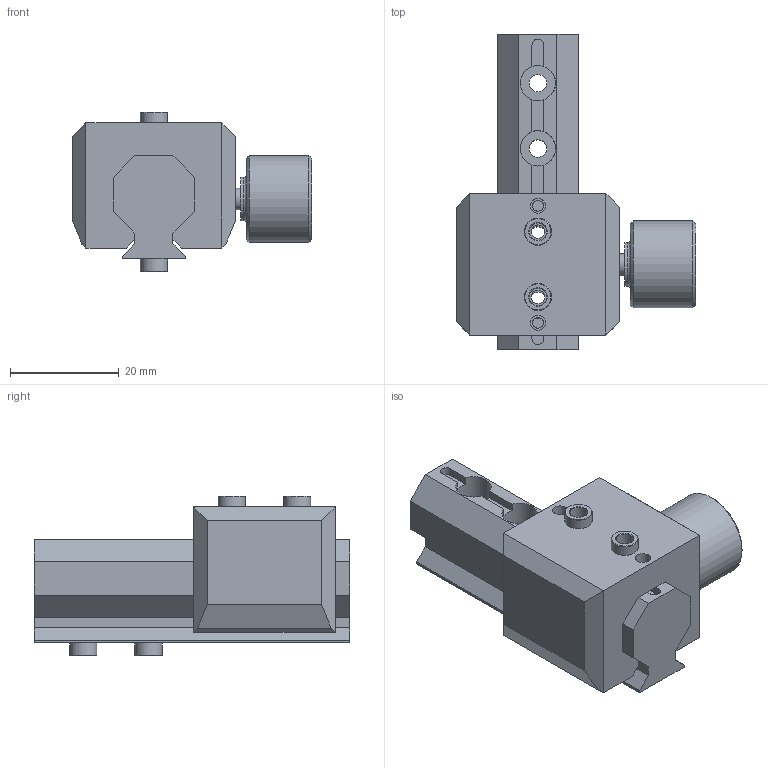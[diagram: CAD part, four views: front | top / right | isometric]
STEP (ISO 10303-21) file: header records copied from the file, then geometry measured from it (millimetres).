
FILE_DESCRIPTION(/* description */ (''),/* implementation_level */ '2;1');
FILE_NAME(/* name */ 'JUS-50.stp',/* time_stamp */ '2019-11-20T10:11:48+01:00',/* author */ ('Emilio'),/* organization */ (''),/* preprocessor_version */ 'ST-DEVELOPER v17',/* originating_system */ 'Autodesk Inventor 2019',/* authorisation */ '');
FILE_SCHEMA (('AUTOMOTIVE_DESIGN { 1 0 10303 214 3 1 1 }'));
Length unit declared in the file: millimetre
Products named in the file (5): JUS-50; JUS-50-SUPPORTO; JUS-50-REGOLAZIONE; BOCCOLA 5H7L4.4; BOCCOLA 5H7L4.4_1
Assembly tree (6 placements, depth 2):
  JUS-50
    JUS-50-SUPPORTO
    JUS-50-REGOLAZIONE
    BOCCOLA 5H7L4.4  x2
    BOCCOLA 5H7L4.4_1  x2
Bounding box: 44 x 58 x 29.4 mm (x, y, z)
Volume: 25291.5 mm3; surface area: 11793.8 mm2
Topology: 6 solids, 6 shells, 195 faces, 517 edges, 347 vertices
Faces by surface type: cylinder 93, plane 83, cone 18, torus 1
Full cylindrical faces by diameter (mm): 2.013 x2, 2.459 x2, 2.8 x2, 3.2 x8, 4 x1, 5 x10, 6.5 x4, 8 x1, 16 x1
Entity records: 6052 total; most frequent: DIRECTION 1109, CARTESIAN_POINT 1010, ORIENTED_EDGE 978, EDGE_CURVE 489, AXIS2_PLACEMENT_3D 430, VERTEX_POINT 331, LINE 249, VECTOR 249
